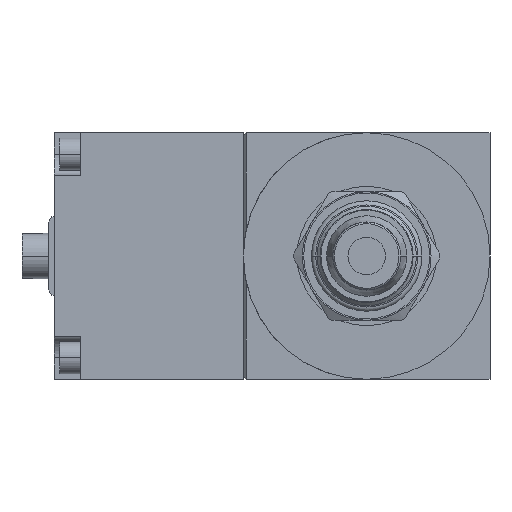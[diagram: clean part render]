
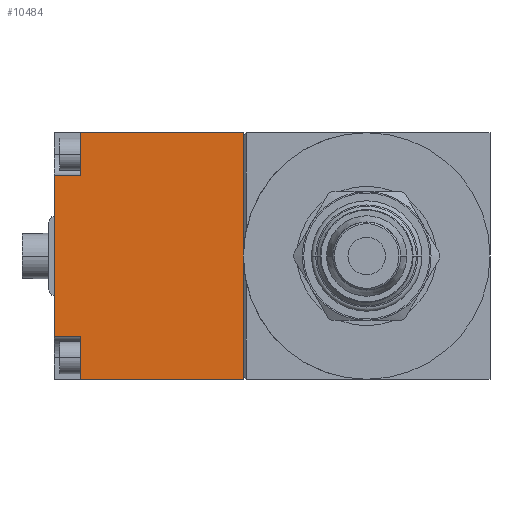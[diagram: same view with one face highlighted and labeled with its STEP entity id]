
A CAD part, left-side view. The second image highlights one B-rep face of the part: STEP entity #10484.
In plain terms, the highlighted planar face has unit normal (-1, 0, 0).
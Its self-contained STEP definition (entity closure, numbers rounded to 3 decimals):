
#6169=DIRECTION('',(0.,0.,1.));
#6170=VECTOR('',#6169,30.);
#6171=CARTESIAN_POINT('',(1.,81.3,-15.));
#6172=LINE('',#6171,#6170);
#6297=DIRECTION('',(0.,1.,0.));
#6298=VECTOR('',#6297,30.3);
#6299=CARTESIAN_POINT('',(1.,46.,23.));
#6300=LINE('',#6299,#6298);
#7117=DIRECTION('',(0.,0.,1.));
#7118=VECTOR('',#7117,4.);
#7119=CARTESIAN_POINT('',(1.,76.3,-23.));
#7120=LINE('',#7119,#7118);
#7124=DIRECTION('',(0.,0.,1.));
#7125=VECTOR('',#7124,4.);
#7126=CARTESIAN_POINT('',(1.,76.3,-19.));
#7127=LINE('',#7126,#7125);
#7131=DIRECTION('',(0.,-1.,0.));
#7132=VECTOR('',#7131,5.);
#7133=CARTESIAN_POINT('',(1.,81.3,-15.));
#7134=LINE('',#7133,#7132);
#7138=DIRECTION('',(0.,-1.,0.));
#7139=VECTOR('',#7138,5.);
#7140=CARTESIAN_POINT('',(1.,81.3,15.));
#7141=LINE('',#7140,#7139);
#7145=DIRECTION('',(0.,0.,1.));
#7146=VECTOR('',#7145,4.);
#7147=CARTESIAN_POINT('',(1.,76.3,15.));
#7148=LINE('',#7147,#7146);
#7152=DIRECTION('',(0.,0.,1.));
#7153=VECTOR('',#7152,4.);
#7154=CARTESIAN_POINT('',(1.,76.3,19.));
#7155=LINE('',#7154,#7153);
#7159=DIRECTION('',(0.,1.,0.));
#7160=VECTOR('',#7159,30.3);
#7161=CARTESIAN_POINT('',(1.,46.,-23.));
#7162=LINE('',#7161,#7160);
#7243=DIRECTION('',(0.,0.,1.));
#7244=VECTOR('',#7243,0.5);
#7245=CARTESIAN_POINT('',(1.,46.,-23.));
#7246=LINE('',#7245,#7244);
#7250=DIRECTION('',(0.,0.,1.));
#7251=VECTOR('',#7250,0.5);
#7252=CARTESIAN_POINT('',(1.,46.,22.5));
#7253=LINE('',#7252,#7251);
#7292=DIRECTION('',(0.,0.,1.));
#7293=VECTOR('',#7292,45.);
#7294=CARTESIAN_POINT('',(1.,46.,-22.5));
#7295=LINE('',#7294,#7293);
#9156=CARTESIAN_POINT('',(1.,46.,23.));
#9158=VERTEX_POINT('',#9156);
#9162=CARTESIAN_POINT('',(1.,46.,-23.));
#9163=VERTEX_POINT('',#9162);
#9168=CARTESIAN_POINT('',(1.,46.,-22.5));
#9169=CARTESIAN_POINT('',(1.,46.,22.5));
#9170=VERTEX_POINT('',#9168);
#9171=VERTEX_POINT('',#9169);
#9450=CARTESIAN_POINT('',(1.,81.3,15.));
#9451=VERTEX_POINT('',#9450);
#9460=CARTESIAN_POINT('',(1.,81.3,-15.));
#9462=VERTEX_POINT('',#9460);
#9474=CARTESIAN_POINT('',(1.,76.3,15.));
#9475=VERTEX_POINT('',#9474);
#9480=CARTESIAN_POINT('',(1.,76.3,-15.));
#9481=VERTEX_POINT('',#9480);
#9484=CARTESIAN_POINT('',(1.,76.3,23.));
#9485=VERTEX_POINT('',#9484);
#9486=CARTESIAN_POINT('',(1.,76.3,-23.));
#9487=VERTEX_POINT('',#9486);
#9569=CARTESIAN_POINT('',(1.,76.3,19.));
#9571=VERTEX_POINT('',#9569);
#9573=CARTESIAN_POINT('',(1.,76.3,-19.));
#9575=VERTEX_POINT('',#9573);
#10459=CARTESIAN_POINT('',(1.,46.,-23.));
#10460=DIRECTION('',(-1.,0.,0.));
#10461=DIRECTION('',(0.,0.,1.));
#10462=AXIS2_PLACEMENT_3D('',#10459,#10460,#10461);
#10463=PLANE('',#10462);
#10464=ORIENTED_EDGE('',*,*,#9796,.T.);
#10465=ORIENTED_EDGE('',*,*,#9806,.T.);
#10467=ORIENTED_EDGE('',*,*,#10466,.F.);
#10468=ORIENTED_EDGE('',*,*,#9690,.T.);
#10470=ORIENTED_EDGE('',*,*,#10469,.T.);
#10471=ORIENTED_EDGE('',*,*,#9773,.T.);
#10472=ORIENTED_EDGE('',*,*,#9782,.T.);
#10473=ORIENTED_EDGE('',*,*,#9754,.F.);
#10475=ORIENTED_EDGE('',*,*,#10474,.F.);
#10477=ORIENTED_EDGE('',*,*,#10476,.F.);
#10479=ORIENTED_EDGE('',*,*,#10478,.F.);
#10481=ORIENTED_EDGE('',*,*,#10480,.T.);
#10482=EDGE_LOOP('',(#10464,#10465,#10467,#10468,#10470,#10471,#10472,#10473,
#10475,#10477,#10479,#10481));
#10483=FACE_OUTER_BOUND('',#10482,.F.);
#9690=EDGE_CURVE('',#9462,#9451,#6172,.T.);
#9754=EDGE_CURVE('',#9158,#9485,#6300,.T.);
#9773=EDGE_CURVE('',#9475,#9571,#7148,.T.);
#9782=EDGE_CURVE('',#9571,#9485,#7155,.T.);
#9796=EDGE_CURVE('',#9487,#9575,#7120,.T.);
#9806=EDGE_CURVE('',#9575,#9481,#7127,.T.);
#10466=EDGE_CURVE('',#9462,#9481,#7134,.T.);
#10469=EDGE_CURVE('',#9451,#9475,#7141,.T.);
#10474=EDGE_CURVE('',#9171,#9158,#7253,.T.);
#10476=EDGE_CURVE('',#9170,#9171,#7295,.T.);
#10478=EDGE_CURVE('',#9163,#9170,#7246,.T.);
#10480=EDGE_CURVE('',#9163,#9487,#7162,.T.);
#10484=ADVANCED_FACE('',(#10483),#10463,.T.);
